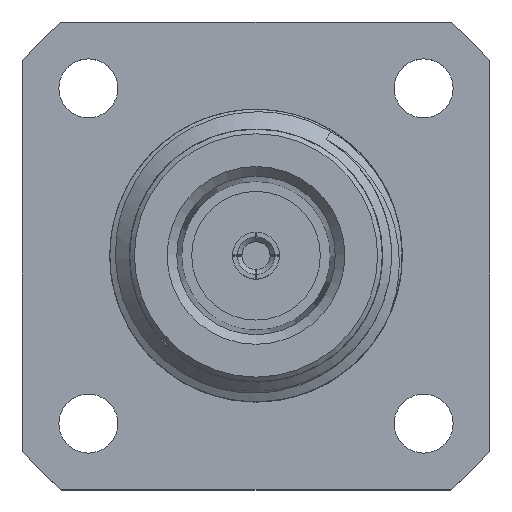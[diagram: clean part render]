
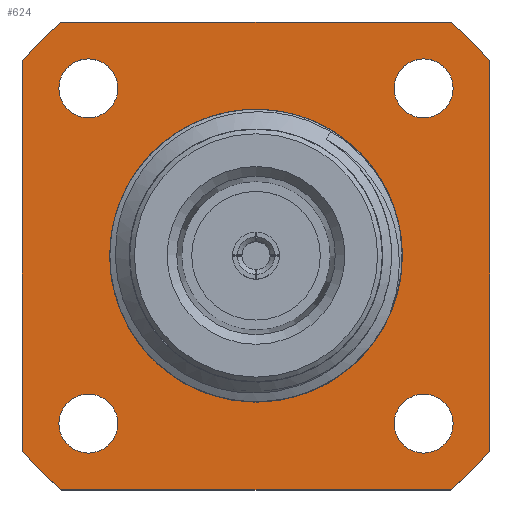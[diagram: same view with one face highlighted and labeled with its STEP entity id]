
A CAD part, top view. The second image highlights one B-rep face of the part: STEP entity #624.
In plain terms, the highlighted planar face has unit normal (0, 0, 1).
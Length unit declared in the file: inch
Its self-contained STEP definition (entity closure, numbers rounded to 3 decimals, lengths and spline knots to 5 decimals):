
#68 = CARTESIAN_POINT ( 'NONE',  ( 0.41533, -0.5, 0. ) ) ;
#123 = CARTESIAN_POINT ( 'NONE',  ( -0.5, -0.5, 0. ) ) ;
#125 = DIRECTION ( 'NONE',  ( -1., 0., 0. ) ) ;
#254 = AXIS2_PLACEMENT_3D ( 'NONE', #3965, #4367, #1797 ) ;
#312 = FACE_BOUND ( 'NONE', #3226, .T. ) ;
#344 = PLANE ( 'NONE',  #3421 ) ;
#482 = AXIS2_PLACEMENT_3D ( 'NONE', #1605, #1639, #125 ) ;
#499 = EDGE_CURVE ( 'NONE', #3381, #6331, #2382, .T. ) ;
#511 = CARTESIAN_POINT ( 'NONE',  ( -0.29528, -0.35827, 0. ) ) ;
#539 = DIRECTION ( 'NONE',  ( -1., 0., 0. ) ) ;
#541 = CARTESIAN_POINT ( 'NONE',  ( 0.42126, 0.35827, 0. ) ) ;
#607 = AXIS2_PLACEMENT_3D ( 'NONE', #4346, #2815, #2224 ) ;
#624 = ADVANCED_FACE ( 'NONE', ( #1393, #312, #4996, #1360, #4043, #2913 ), #344, .F. ) ;
#695 = ORIENTED_EDGE ( 'NONE', *, *, #1659, .F. ) ;
#700 = CIRCLE ( 'NONE', #5821, 0.65 ) ;
#779 = VERTEX_POINT ( 'NONE', #5171 ) ;
#829 = AXIS2_PLACEMENT_3D ( 'NONE', #6695, #6186, #5121 ) ;
#868 = DIRECTION ( 'NONE',  ( 1., 0., 0. ) ) ;
#901 = CARTESIAN_POINT ( 'NONE',  ( 0., 0., 0. ) ) ;
#913 = EDGE_CURVE ( 'NONE', #1935, #1935, #930, .T. ) ;
#930 = CIRCLE ( 'NONE', #4391, 0.06299 ) ;
#1045 = VERTEX_POINT ( 'NONE', #541 ) ;
#1102 = ORIENTED_EDGE ( 'NONE', *, *, #3699, .T. ) ;
#1334 = LINE ( 'NONE', #5043, #1572 ) ;
#1360 = FACE_BOUND ( 'NONE', #1629, .T. ) ;
#1367 = VECTOR ( 'NONE', #539, 39.37008 ) ;
#1393 = FACE_BOUND ( 'NONE', #1929, .T. ) ;
#1491 = DIRECTION ( 'NONE',  ( 0., 0., -1. ) ) ;
#1523 = CARTESIAN_POINT ( 'NONE',  ( 0., 0., 0. ) ) ;
#1526 = VERTEX_POINT ( 'NONE', #511 ) ;
#1572 = VECTOR ( 'NONE', #2461, 39.37008 ) ;
#1573 = CARTESIAN_POINT ( 'NONE',  ( -0.41533, -0.5, 0. ) ) ;
#1597 = CARTESIAN_POINT ( 'NONE',  ( 0.5, 0.41533, 0. ) ) ;
#1605 = CARTESIAN_POINT ( 'NONE',  ( 0., 0., 0. ) ) ;
#1617 = EDGE_CURVE ( 'NONE', #779, #3519, #5092, .T. ) ;
#1629 = EDGE_LOOP ( 'NONE', ( #5735 ) ) ;
#1639 = DIRECTION ( 'NONE',  ( 0., 0., 1. ) ) ;
#1659 = EDGE_CURVE ( 'NONE', #3381, #3786, #5172, .T. ) ;
#1702 = AXIS2_PLACEMENT_3D ( 'NONE', #1523, #1491, #3551 ) ;
#1706 = LINE ( 'NONE', #123, #2346 ) ;
#1723 = EDGE_CURVE ( 'NONE', #2085, #3857, #2142, .T. ) ;
#1797 = DIRECTION ( 'NONE',  ( -1., 0., 0. ) ) ;
#1828 = DIRECTION ( 'NONE',  ( 1., 0., 0. ) ) ;
#1929 = EDGE_LOOP ( 'NONE', ( #2042 ) ) ;
#1935 = VERTEX_POINT ( 'NONE', #2577 ) ;
#1965 = EDGE_CURVE ( 'NONE', #4779, #3857, #1706, .T. ) ;
#2000 = DIRECTION ( 'NONE',  ( 0., 0., 1. ) ) ;
#2040 = VERTEX_POINT ( 'NONE', #5162 ) ;
#2042 = ORIENTED_EDGE ( 'NONE', *, *, #5021, .F. ) ;
#2085 = VERTEX_POINT ( 'NONE', #1573 ) ;
#2105 = ORIENTED_EDGE ( 'NONE', *, *, #6603, .F. ) ;
#2142 = CIRCLE ( 'NONE', #1702, 0.65 ) ;
#2224 = DIRECTION ( 'NONE',  ( 1., 0., 0. ) ) ;
#2227 = AXIS2_PLACEMENT_3D ( 'NONE', #3237, #6339, #2694 ) ;
#2346 = VECTOR ( 'NONE', #3777, 39.37008 ) ;
#2382 = LINE ( 'NONE', #3526, #6581 ) ;
#2416 = CARTESIAN_POINT ( 'NONE',  ( 0., 0., 0. ) ) ;
#2446 = ORIENTED_EDGE ( 'NONE', *, *, #1723, .F. ) ;
#2461 = DIRECTION ( 'NONE',  ( 1., 0., 0. ) ) ;
#2497 = EDGE_CURVE ( 'NONE', #5123, #5123, #2861, .T. ) ;
#2507 = DIRECTION ( 'NONE',  ( 1., 0., 0. ) ) ;
#2546 = CIRCLE ( 'NONE', #2227, 0.06299 ) ;
#2577 = CARTESIAN_POINT ( 'NONE',  ( -0.29528, 0.35827, 0. ) ) ;
#2624 = CARTESIAN_POINT ( 'NONE',  ( 0.5, -0.41533, 0. ) ) ;
#2677 = ORIENTED_EDGE ( 'NONE', *, *, #499, .T. ) ;
#2694 = DIRECTION ( 'NONE',  ( 1., 0., 0. ) ) ;
#2815 = DIRECTION ( 'NONE',  ( 0., 0., 1. ) ) ;
#2855 = CIRCLE ( 'NONE', #6243, 0.06299 ) ;
#2861 = CIRCLE ( 'NONE', #607, 0.06299 ) ;
#2913 = FACE_OUTER_BOUND ( 'NONE', #4285, .T. ) ;
#2977 = CARTESIAN_POINT ( 'NONE',  ( 0.42126, -0.35827, 0. ) ) ;
#3020 = DIRECTION ( 'NONE',  ( 0., -1., 0. ) ) ;
#3226 = EDGE_LOOP ( 'NONE', ( #4349 ) ) ;
#3237 = CARTESIAN_POINT ( 'NONE',  ( 0.35827, 0.35827, 0. ) ) ;
#3381 = VERTEX_POINT ( 'NONE', #2624 ) ;
#3388 = EDGE_CURVE ( 'NONE', #2040, #2040, #3402, .T. ) ;
#3402 = CIRCLE ( 'NONE', #482, 0.3125 ) ;
#3421 = AXIS2_PLACEMENT_3D ( 'NONE', #2416, #6126, #3020 ) ;
#3491 = DIRECTION ( 'NONE',  ( 0., 1., 0. ) ) ;
#3519 = VERTEX_POINT ( 'NONE', #5899 ) ;
#3526 = CARTESIAN_POINT ( 'NONE',  ( 0.5, -0.5, 0. ) ) ;
#3551 = DIRECTION ( 'NONE',  ( -1., 0., 0. ) ) ;
#3699 = EDGE_CURVE ( 'NONE', #6331, #779, #700, .T. ) ;
#3777 = DIRECTION ( 'NONE',  ( 0., -1., 0. ) ) ;
#3786 = VERTEX_POINT ( 'NONE', #68 ) ;
#3857 = VERTEX_POINT ( 'NONE', #5704 ) ;
#3917 = ORIENTED_EDGE ( 'NONE', *, *, #1617, .T. ) ;
#3965 = CARTESIAN_POINT ( 'NONE',  ( 0., 0., 0. ) ) ;
#4043 = FACE_BOUND ( 'NONE', #4935, .T. ) ;
#4064 = DIRECTION ( 'NONE',  ( 0., 0., 1. ) ) ;
#4142 = EDGE_CURVE ( 'NONE', #2085, #3786, #1334, .T. ) ;
#4285 = EDGE_LOOP ( 'NONE', ( #2105, #5815, #2446, #5222, #695, #2677, #1102, #3917 ) ) ;
#4304 = EDGE_LOOP ( 'NONE', ( #5424 ) ) ;
#4346 = CARTESIAN_POINT ( 'NONE',  ( 0.35827, -0.35827, 0. ) ) ;
#4349 = ORIENTED_EDGE ( 'NONE', *, *, #2497, .F. ) ;
#4367 = DIRECTION ( 'NONE',  ( 0., 0., -1. ) ) ;
#4391 = AXIS2_PLACEMENT_3D ( 'NONE', #5193, #2000, #2507 ) ;
#4397 = EDGE_CURVE ( 'NONE', #1526, #1526, #2855, .T. ) ;
#4779 = VERTEX_POINT ( 'NONE', #4927 ) ;
#4927 = CARTESIAN_POINT ( 'NONE',  ( -0.5, 0.41533, 0. ) ) ;
#4935 = EDGE_LOOP ( 'NONE', ( #6624 ) ) ;
#4996 = FACE_BOUND ( 'NONE', #4304, .T. ) ;
#5021 = EDGE_CURVE ( 'NONE', #1045, #1045, #2546, .T. ) ;
#5043 = CARTESIAN_POINT ( 'NONE',  ( -0.5, -0.5, 0. ) ) ;
#5059 = CARTESIAN_POINT ( 'NONE',  ( -0.5, 0.5, 0. ) ) ;
#5092 = LINE ( 'NONE', #5059, #1367 ) ;
#5121 = DIRECTION ( 'NONE',  ( -1., 0., 0. ) ) ;
#5123 = VERTEX_POINT ( 'NONE', #2977 ) ;
#5162 = CARTESIAN_POINT ( 'NONE',  ( -0.3125, 0., 0. ) ) ;
#5171 = CARTESIAN_POINT ( 'NONE',  ( 0.41533, 0.5, 0. ) ) ;
#5172 = CIRCLE ( 'NONE', #829, 0.65 ) ;
#5193 = CARTESIAN_POINT ( 'NONE',  ( -0.35827, 0.35827, 0. ) ) ;
#5222 = ORIENTED_EDGE ( 'NONE', *, *, #4142, .T. ) ;
#5424 = ORIENTED_EDGE ( 'NONE', *, *, #4397, .F. ) ;
#5506 = CARTESIAN_POINT ( 'NONE',  ( -0.35827, -0.35827, 0. ) ) ;
#5704 = CARTESIAN_POINT ( 'NONE',  ( -0.5, -0.41533, 0. ) ) ;
#5735 = ORIENTED_EDGE ( 'NONE', *, *, #913, .F. ) ;
#5815 = ORIENTED_EDGE ( 'NONE', *, *, #1965, .T. ) ;
#5821 = AXIS2_PLACEMENT_3D ( 'NONE', #901, #6109, #1828 ) ;
#5899 = CARTESIAN_POINT ( 'NONE',  ( -0.41533, 0.5, 0. ) ) ;
#6109 = DIRECTION ( 'NONE',  ( 0., 0., 1. ) ) ;
#6118 = CIRCLE ( 'NONE', #254, 0.65 ) ;
#6126 = DIRECTION ( 'NONE',  ( 0., 0., -1. ) ) ;
#6186 = DIRECTION ( 'NONE',  ( 0., 0., -1. ) ) ;
#6243 = AXIS2_PLACEMENT_3D ( 'NONE', #5506, #4064, #868 ) ;
#6331 = VERTEX_POINT ( 'NONE', #1597 ) ;
#6339 = DIRECTION ( 'NONE',  ( 0., 0., 1. ) ) ;
#6581 = VECTOR ( 'NONE', #3491, 39.37008 ) ;
#6603 = EDGE_CURVE ( 'NONE', #4779, #3519, #6118, .T. ) ;
#6624 = ORIENTED_EDGE ( 'NONE', *, *, #3388, .F. ) ;
#6695 = CARTESIAN_POINT ( 'NONE',  ( 0., 0., 0. ) ) ;
